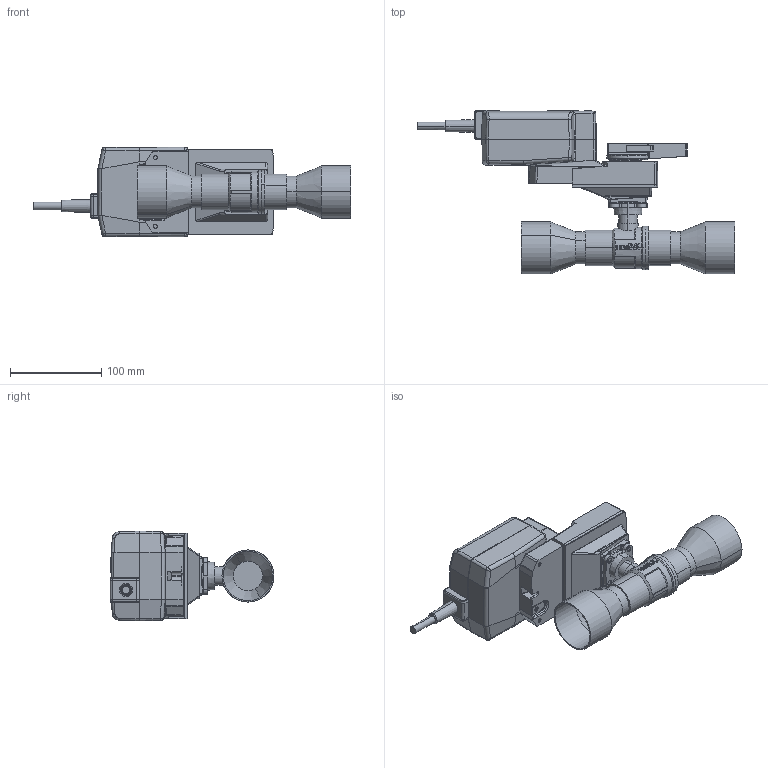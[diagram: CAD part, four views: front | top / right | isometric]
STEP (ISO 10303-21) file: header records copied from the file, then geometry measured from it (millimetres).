
FILE_DESCRIPTION (( 'STEP AP214' ), '1' );
FILE_NAME ('BEA43D54D54YAL.STEP', '2024-01-23T13:04:02', ( '' ), ( '' ), 'SwSTEP 2.0', 'SolidWorks 2024', '' );
FILE_SCHEMA (( 'AUTOMOTIVE_DESIGN' ));
Length unit declared in the file: millimetre
Products named in the file (3): BEA43D54D54YAL; 0100254350540541; NRKQ24A-SZ
Assembly tree (2 placements, depth 2):
  BEA43D54D54YAL
    0100254350540541
    NRKQ24A-SZ
Bounding box: 348 x 179.55 x 98.4 mm (x, y, z)
Volume: 1230588 mm3; surface area: 184900.6 mm2
Topology: 8 solids, 13 shells, 2033 faces, 5178 edges, 3198 vertices
Faces by surface type: cylinder 687, plane 653, bspline 480, cone 208, torus 5
Entity records: 108589 total; most frequent: CARTESIAN_POINT 42335, ORIENTED_EDGE 10288, DIRECTION 7395, EDGE_CURVE 5144, VERTEX_POINT 3200, AXIS2_PLACEMENT_3D 2575, VECTOR 2245, LINE 2245
